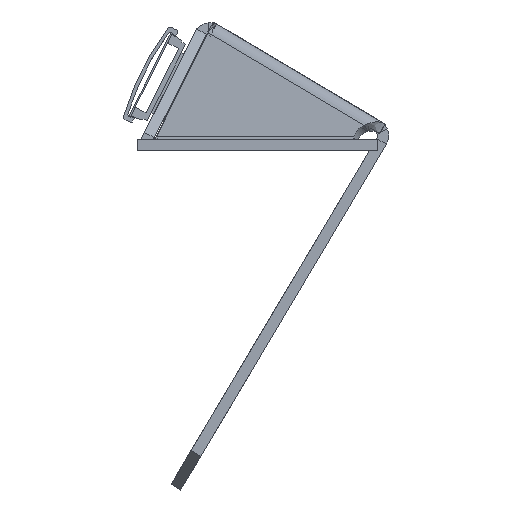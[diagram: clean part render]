
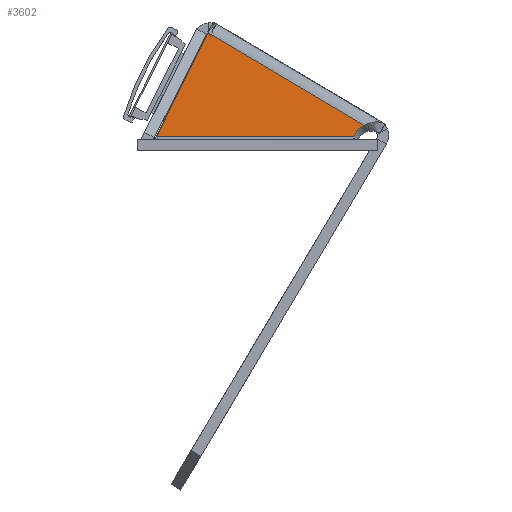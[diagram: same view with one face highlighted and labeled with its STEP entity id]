
A CAD part, left-side view. The second image highlights one B-rep face of the part: STEP entity #3602.
In plain terms, the highlighted planar face has unit normal (-0.814, 0.296, 0.5).
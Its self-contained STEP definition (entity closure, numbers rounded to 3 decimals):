
#119=DIRECTION('',(0.342,0.94,0.));
#120=VECTOR('',#119,37.599);
#121=CARTESIAN_POINT('',(23.828,4.178,0.5));
#122=LINE('',#121,#120);
#261=CARTESIAN_POINT('',(23.056,1.907,0.588));
#262=DIRECTION('',(-0.814,0.296,0.5));
#263=DIRECTION('',(0.563,0.189,0.804));
#264=AXIS2_PLACEMENT_3D('',#261,#262,#263);
#266=DIRECTION('',(0.363,-0.413,0.835));
#267=VECTOR('',#266,22.302);
#268=CARTESIAN_POINT('',(36.687,39.509,0.5));
#269=LINE('',#268,#267);
#287=DIRECTION('',(-0.531,-0.728,-0.433));
#288=VECTOR('',#287,38.362);
#289=CARTESIAN_POINT('',(44.782,30.301,19.13));
#290=LINE('',#289,#288);
#2660=CARTESIAN_POINT('',(24.407,2.362,2.519));
#2661=CARTESIAN_POINT('',(23.828,4.178,0.5));
#2662=VERTEX_POINT('',#2660);
#2663=VERTEX_POINT('',#2661);
#2684=CARTESIAN_POINT('',(36.687,39.509,0.5));
#2685=VERTEX_POINT('',#2684);
#2689=CARTESIAN_POINT('',(44.782,30.301,19.13));
#2690=VERTEX_POINT('',#2689);
#3589=CARTESIAN_POINT('',(25.719,10.217,0.));
#3590=DIRECTION('',(0.814,-0.296,-0.5));
#3591=DIRECTION('',(0.342,0.94,0.));
#3592=AXIS2_PLACEMENT_3D('',#3589,#3590,#3591);
#3593=PLANE('',#3592);
#3594=ORIENTED_EDGE('',*,*,#3580,.T.);
#3595=ORIENTED_EDGE('',*,*,#3405,.T.);
#3597=ORIENTED_EDGE('',*,*,#3596,.T.);
#3599=ORIENTED_EDGE('',*,*,#3598,.T.);
#3600=EDGE_LOOP('',(#3594,#3595,#3597,#3599));
#3601=FACE_OUTER_BOUND('',#3600,.F.);
#3602=ADVANCED_FACE('',(#3601),#3593,.F.);
#265=CIRCLE('',#264,2.4);
#3405=EDGE_CURVE('',#2663,#2685,#122,.T.);
#3580=EDGE_CURVE('',#2662,#2663,#265,.T.);
#3596=EDGE_CURVE('',#2685,#2690,#269,.T.);
#3598=EDGE_CURVE('',#2690,#2662,#290,.T.);
